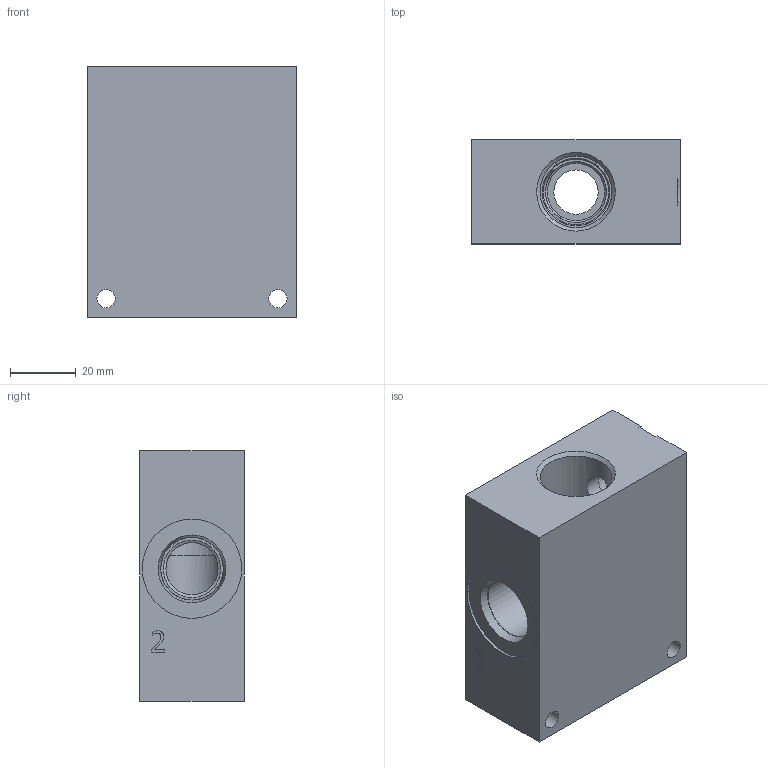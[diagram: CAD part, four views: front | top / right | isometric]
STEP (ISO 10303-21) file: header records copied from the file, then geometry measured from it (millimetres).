
FILE_DESCRIPTION(/* description */ (''),/* implementation_level */ '2;1');
FILE_NAME(/* name */ '_T11ACB8S.stp',/* time_stamp */ '2021-05-24T12:11:02-04:00',/* author */ ('anthonyv'),/* organization */ (''),/* preprocessor_version */ 'ST-DEVELOPER v18.1',/* originating_system */ 'Autodesk Inventor 2021',/* authorisation */ '');
FILE_SCHEMA (('AUTOMOTIVE_DESIGN { 1 0 10303 214 3 1 1 }'));
Length unit declared in the file: millimetre
Products named in the file (1): Part_DT11ACB8S.C13702R0_3D
Bounding box: 63.5 x 31.75 x 76.2 mm (x, y, z)
Volume: 119514.3 mm3; surface area: 25402.9 mm2
Topology: 1 solids, 1 shells, 411 faces, 1134 edges, 760 vertices
Faces by surface type: plane 268, bspline 106, cylinder 24, cone 13
Full cylindrical faces by diameter (mm): 5.563 x2, 9.931 x1, 12.9 x1, 13.487 x1, 14.275 x1, 14.529 x1, 15.875 x2, 17.45 x1, 17.501 x2, 18.542 x1, 19.05 x2, 19.253 x2, 19.99 x1, 20.625 x1, 21.819 x1, 23.978 x1, 30.251 x2
Entity records: 14030 total; most frequent: CARTESIAN_POINT 3767, ORIENTED_EDGE 2268, DIRECTION 1612, EDGE_CURVE 1134, LINE 832, VECTOR 832, VERTEX_POINT 760, EDGE_LOOP 456
